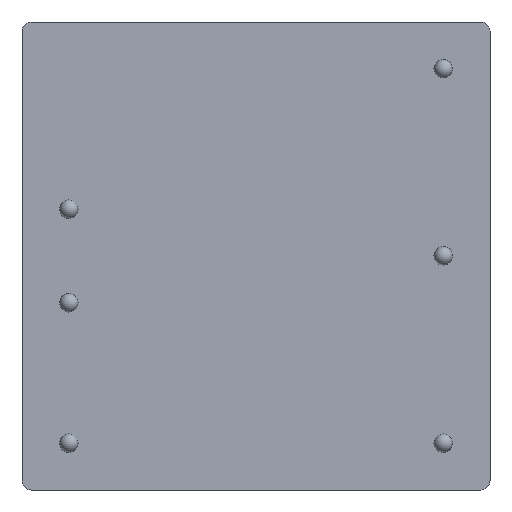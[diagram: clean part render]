
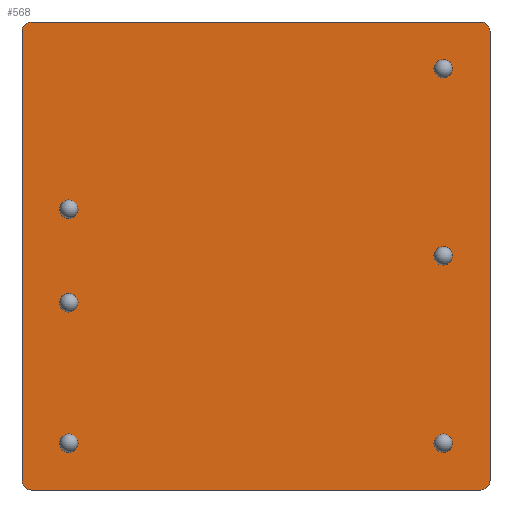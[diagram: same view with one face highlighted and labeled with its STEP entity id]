
A CAD part, front view. The second image highlights one B-rep face of the part: STEP entity #568.
In plain terms, the highlighted planar face has unit normal (0, -1, 0).
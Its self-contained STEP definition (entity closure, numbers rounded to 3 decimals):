
#66=PLANE('',#726);
#78=ELLIPSE('',#684,0.5,0.5);
#79=ELLIPSE('',#690,0.5,0.5);
#80=ELLIPSE('',#698,0.5,0.5);
#81=ELLIPSE('',#701,0.5,0.5);
#108=LINE('',#1083,#128);
#109=LINE('',#1084,#129);
#110=LINE('',#1085,#130);
#111=LINE('',#1086,#131);
#128=VECTOR('',#893,1000.);
#129=VECTOR('',#894,1000.);
#130=VECTOR('',#895,1000.);
#131=VECTOR('',#896,1000.);
#194=ORIENTED_EDGE('',*,*,#296,.F.);
#195=ORIENTED_EDGE('',*,*,#276,.T.);
#196=ORIENTED_EDGE('',*,*,#297,.F.);
#197=ORIENTED_EDGE('',*,*,#260,.T.);
#198=ORIENTED_EDGE('',*,*,#298,.F.);
#199=ORIENTED_EDGE('',*,*,#269,.T.);
#200=ORIENTED_EDGE('',*,*,#299,.F.);
#201=ORIENTED_EDGE('',*,*,#281,.T.);
#202=ORIENTED_EDGE('',*,*,#295,.F.);
#203=ORIENTED_EDGE('',*,*,#293,.F.);
#204=ORIENTED_EDGE('',*,*,#291,.F.);
#205=ORIENTED_EDGE('',*,*,#289,.F.);
#206=ORIENTED_EDGE('',*,*,#287,.F.);
#207=ORIENTED_EDGE('',*,*,#285,.F.);
#260=EDGE_CURVE('',#318,#319,#78,.T.);
#269=EDGE_CURVE('',#324,#325,#79,.T.);
#276=EDGE_CURVE('',#328,#329,#80,.T.);
#281=EDGE_CURVE('',#330,#331,#81,.T.);
#285=EDGE_CURVE('',#333,#333,#369,.T.);
#287=EDGE_CURVE('',#335,#335,#371,.T.);
#289=EDGE_CURVE('',#337,#337,#373,.T.);
#291=EDGE_CURVE('',#339,#339,#375,.T.);
#293=EDGE_CURVE('',#341,#341,#377,.T.);
#295=EDGE_CURVE('',#343,#343,#379,.T.);
#296=EDGE_CURVE('',#328,#331,#108,.T.);
#297=EDGE_CURVE('',#318,#329,#109,.T.);
#298=EDGE_CURVE('',#324,#319,#110,.T.);
#299=EDGE_CURVE('',#330,#325,#111,.T.);
#318=VERTEX_POINT('',#1001);
#319=VERTEX_POINT('',#1002);
#324=VERTEX_POINT('',#1019);
#325=VERTEX_POINT('',#1020);
#328=VERTEX_POINT('',#1033);
#329=VERTEX_POINT('',#1034);
#330=VERTEX_POINT('',#1042);
#331=VERTEX_POINT('',#1043);
#333=VERTEX_POINT('',#1051);
#335=VERTEX_POINT('',#1057);
#337=VERTEX_POINT('',#1063);
#339=VERTEX_POINT('',#1069);
#341=VERTEX_POINT('',#1075);
#343=VERTEX_POINT('',#1081);
#369=CIRCLE('',#705,0.5);
#371=CIRCLE('',#709,0.5);
#373=CIRCLE('',#713,0.5);
#375=CIRCLE('',#717,0.5);
#377=CIRCLE('',#721,0.5);
#379=CIRCLE('',#725,0.5);
#422=EDGE_LOOP('',(#194,#195,#196,#197,#198,#199,#200,#201));
#423=EDGE_LOOP('',(#202));
#424=EDGE_LOOP('',(#203));
#425=EDGE_LOOP('',(#204));
#426=EDGE_LOOP('',(#205));
#427=EDGE_LOOP('',(#206));
#428=EDGE_LOOP('',(#207));
#488=FACE_BOUND('',#422,.T.);
#489=FACE_BOUND('',#423,.T.);
#490=FACE_BOUND('',#424,.T.);
#491=FACE_BOUND('',#425,.T.);
#492=FACE_BOUND('',#426,.T.);
#493=FACE_BOUND('',#427,.T.);
#494=FACE_BOUND('',#428,.T.);
#568=ADVANCED_FACE('',(#488,#489,#490,#491,#492,#493,#494),#66,.F.);
#684=AXIS2_PLACEMENT_3D('',#1000,#793,#794);
#690=AXIS2_PLACEMENT_3D('',#1018,#811,#812);
#698=AXIS2_PLACEMENT_3D('',#1032,#829,#830);
#701=AXIS2_PLACEMENT_3D('',#1041,#839,#840);
#705=AXIS2_PLACEMENT_3D('',#1050,#849,#850);
#709=AXIS2_PLACEMENT_3D('',#1056,#857,#858);
#713=AXIS2_PLACEMENT_3D('',#1062,#865,#866);
#717=AXIS2_PLACEMENT_3D('',#1068,#873,#874);
#721=AXIS2_PLACEMENT_3D('',#1074,#881,#882);
#725=AXIS2_PLACEMENT_3D('',#1080,#889,#890);
#726=AXIS2_PLACEMENT_3D('',#1082,#891,#892);
#793=DIRECTION('',(0.,-1.,0.));
#794=DIRECTION('',(-0.707,0.,0.707));
#811=DIRECTION('',(0.,-1.,0.));
#812=DIRECTION('',(-0.707,0.,-0.707));
#829=DIRECTION('',(0.,-1.,0.));
#830=DIRECTION('',(0.707,0.,0.707));
#839=DIRECTION('',(0.,-1.,0.));
#840=DIRECTION('',(-0.707,0.,0.707));
#849=DIRECTION('',(0.,-1.,0.));
#850=DIRECTION('',(1.,0.,0.));
#857=DIRECTION('',(0.,-1.,0.));
#858=DIRECTION('',(1.,0.,0.));
#865=DIRECTION('',(0.,-1.,0.));
#866=DIRECTION('',(1.,0.,0.));
#873=DIRECTION('',(0.,-1.,0.));
#874=DIRECTION('',(1.,0.,0.));
#881=DIRECTION('',(0.,-1.,0.));
#882=DIRECTION('',(1.,0.,0.));
#889=DIRECTION('',(0.,-1.,0.));
#890=DIRECTION('',(1.,0.,0.));
#891=DIRECTION('',(0.,1.,0.));
#892=DIRECTION('',(1.,0.,0.));
#893=DIRECTION('',(0.,0.,1.));
#894=DIRECTION('',(-1.,0.,0.));
#895=DIRECTION('',(0.,0.,-1.));
#896=DIRECTION('',(1.,0.,0.));
#1000=CARTESIAN_POINT('',(12.2,0.,-12.2));
#1001=CARTESIAN_POINT('',(12.2,0.,-12.7));
#1002=CARTESIAN_POINT('',(12.7,0.,-12.2));
#1018=CARTESIAN_POINT('',(12.2,0.,12.2));
#1019=CARTESIAN_POINT('',(12.7,0.,12.2));
#1020=CARTESIAN_POINT('',(12.2,0.,12.7));
#1032=CARTESIAN_POINT('',(-12.2,0.,-12.2));
#1033=CARTESIAN_POINT('',(-12.7,0.,-12.2));
#1034=CARTESIAN_POINT('',(-12.2,0.,-12.7));
#1041=CARTESIAN_POINT('',(-12.2,0.,12.2));
#1042=CARTESIAN_POINT('',(-12.2,0.,12.7));
#1043=CARTESIAN_POINT('',(-12.7,0.,12.2));
#1050=CARTESIAN_POINT('',(10.16,0.,-10.16));
#1051=CARTESIAN_POINT('',(10.66,0.,-10.16));
#1056=CARTESIAN_POINT('',(10.16,0.,0.005));
#1057=CARTESIAN_POINT('',(10.66,0.,0.005));
#1062=CARTESIAN_POINT('',(10.16,0.,10.165));
#1063=CARTESIAN_POINT('',(10.66,0.,10.165));
#1068=CARTESIAN_POINT('',(-10.16,0.,-10.16));
#1069=CARTESIAN_POINT('',(-9.66,0.,-10.16));
#1074=CARTESIAN_POINT('',(-10.16,0.,-2.54));
#1075=CARTESIAN_POINT('',(-9.66,0.,-2.54));
#1080=CARTESIAN_POINT('',(-10.16,0.,2.54));
#1081=CARTESIAN_POINT('',(-9.66,0.,2.54));
#1082=CARTESIAN_POINT('',(0.,0.,0.));
#1083=CARTESIAN_POINT('',(-12.7,0.,-12.7));
#1084=CARTESIAN_POINT('',(12.7,0.,-12.7));
#1085=CARTESIAN_POINT('',(12.7,0.,12.7));
#1086=CARTESIAN_POINT('',(-12.7,0.,12.7));
